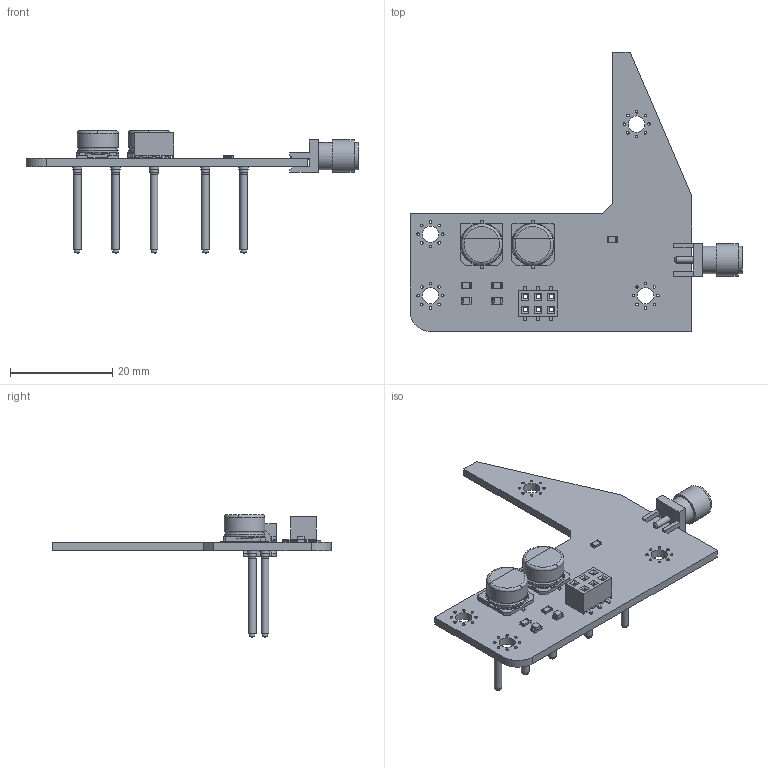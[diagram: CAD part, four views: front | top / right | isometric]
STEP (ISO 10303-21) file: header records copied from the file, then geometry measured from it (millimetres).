
FILE_DESCRIPTION(('KiCad electronic assembly'),'2;1');
FILE_NAME('Head-Interconnect.step','2019-08-02T00:37:31',('An Author'),( 'A Company'),'Open CASCADE STEP processor 7.3', 'KiCad to STEP converter','Unknown');
FILE_SCHEMA(('AUTOMOTIVE_DESIGN { 1 0 10303 214 1 1 1 1 }'));
Length unit declared in the file: millimetre
Products named in the file (14): Open CASCADE STEP translator 7.3 1; R_0805_2012Metric; SOLID; LED_0805_2012Metric; CP_Elec_8x5.4; board-to-board; sma; 0905-0-15-20-75-14-11-0; COMPOUND
Assembly tree (26 placements, depth 3):
  Open CASCADE STEP translator 7.3 1
    R_0805_2012Metric  x3
      SOLID
    LED_0805_2012Metric  x2
      SOLID
    CP_Elec_8x5.4  x2
      SOLID
    board-to-board
      SOLID
    sma
      SOLID
    0905-0-15-20-75-14-11-0  x10
      SOLID
    COMPOUND
Bounding box: 64.82 x 54.5 x 24 mm (x, y, z)
Volume: 3707.5 mm3; surface area: 5849.5 mm2
Topology: 20 solids, 20 shells, 612 faces, 1522 edges, 980 vertices
Faces by surface type: plane 398, cylinder 179, cone 11, sphere 10, torus 8, bspline 4, revolution 2
Full cylindrical faces by diameter (mm): 0.5 x32, 1.02 x6, 1.07 x10, 1.27 x2, 1.5 x10, 1.63 x10, 1.83 x10, 3.2 x4, 4.1 x1, 4.25 x1, 4.63 x1, 5.35 x2, 6.33 x1, 8 x4
Entity records: 27140 total; most frequent: CARTESIAN_POINT 4744, DIRECTION 4013, LINE 2551, VECTOR 2551, ORIENTED_EDGE 2028, PCURVE 2028, DEFINITIONAL_REPRESENTATION 2028, EDGE_CURVE 1014
